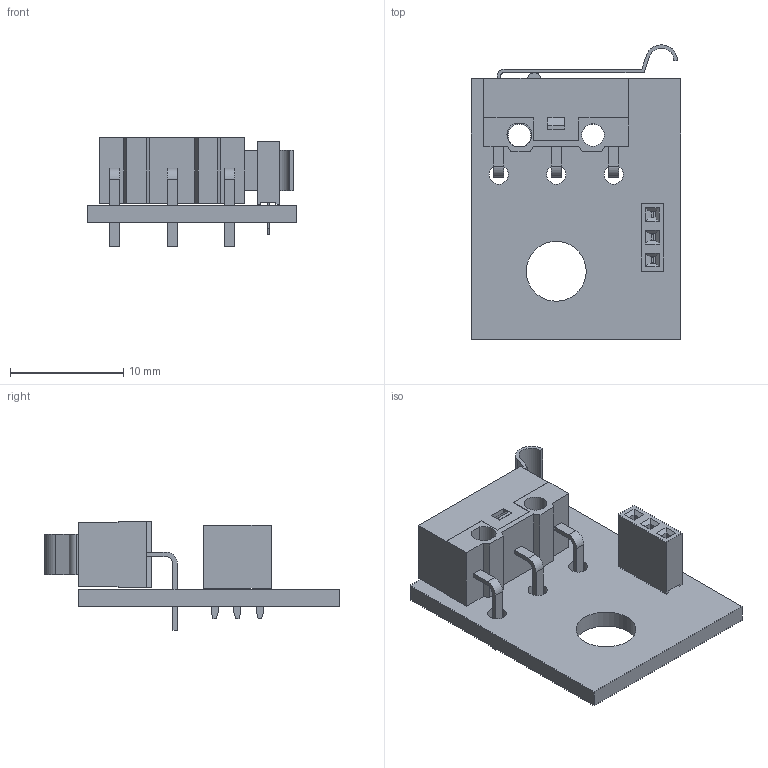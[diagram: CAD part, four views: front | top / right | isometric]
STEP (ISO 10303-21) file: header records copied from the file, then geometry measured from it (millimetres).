
FILE_DESCRIPTION(('KiCad electronic assembly'),'2;1');
FILE_NAME('LimitSwitchBoard.step','2025-04-19T23:17:01',('Pcbnew'),( 'Kicad'),'Open CASCADE STEP processor 7.8','KiCad to STEP converter' ,'Unknown');
FILE_SCHEMA(('AUTOMOTIVE_DESIGN { 1 0 10303 214 1 1 1 1 }'));
Length unit declared in the file: millimetre
Products named in the file (6): LimitSwitchBoard 1; PinSocket_1x03_P2.00mm_Vertical; 141_SS075xx02FxxxV2A; SOLID; SHELL; LimitSwitchBoard_PCB
Assembly tree (5 placements, depth 3):
  LimitSwitchBoard 1
    PinSocket_1x03_P2.00mm_Vertical
    141_SS075xx02FxxxV2A
      SOLID
      SHELL
    LimitSwitchBoard_PCB
Bounding box: 18.5 x 26.01 x 9.6 mm (x, y, z)
Volume: 816.7 mm3; surface area: 2035.2 mm2
Topology: 3 solids, 4 shells, 262 faces, 680 edges, 446 vertices
Faces by surface type: plane 224, cylinder 38
Full cylindrical faces by diameter (mm): 0.8 x3, 1.7 x3, 2 x3, 5.3 x1
Entity records: 9062 total; most frequent: CARTESIAN_POINT 1395, ORIENTED_EDGE 1358, DIRECTION 1295, EDGE_CURVE 680, LINE 599, VECTOR 599, VERTEX_POINT 446, AXIS2_PLACEMENT_3D 348
